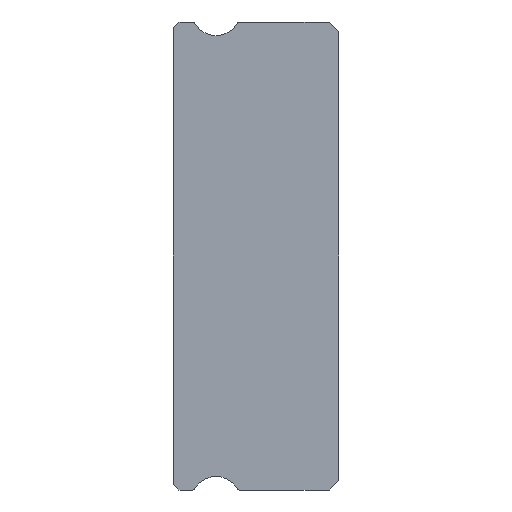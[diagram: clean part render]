
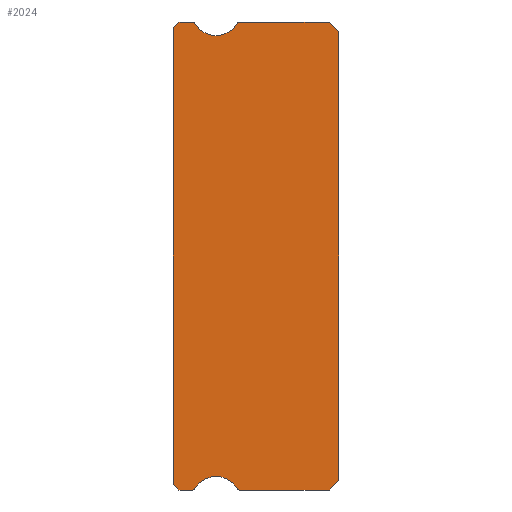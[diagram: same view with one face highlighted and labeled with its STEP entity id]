
A CAD part, left-side view. The second image highlights one B-rep face of the part: STEP entity #2024.
In plain terms, the highlighted planar face has unit normal (-1, 0, 0).
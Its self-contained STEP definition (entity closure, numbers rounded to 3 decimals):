
#6 = LINE ( 'NONE', #720, #3308 ) ;
#77 = LINE ( 'NONE', #3235, #4638 ) ;
#85 = VERTEX_POINT ( 'NONE', #1019 ) ;
#107 = CIRCLE ( 'NONE', #3452, 1.25 ) ;
#135 = AXIS2_PLACEMENT_3D ( 'NONE', #1824, #4385, #2117 ) ;
#206 = VECTOR ( 'NONE', #3472, 1000. ) ;
#239 = CARTESIAN_POINT ( 'NONE',  ( -20., 8.2, -12. ) ) ;
#246 = DIRECTION ( 'NONE',  ( 1., 0., 0. ) ) ;
#253 = LINE ( 'NONE', #4559, #1334 ) ;
#259 = ORIENTED_EDGE ( 'NONE', *, *, #4539, .T. ) ;
#263 = ORIENTED_EDGE ( 'NONE', *, *, #1569, .F. ) ;
#267 = DIRECTION ( 'NONE',  ( 0., 0.707, -0.707 ) ) ;
#269 = CARTESIAN_POINT ( 'NONE',  ( -20., 8.5, 11.7 ) ) ;
#295 = CARTESIAN_POINT ( 'NONE',  ( -20., 7.512, 11.85 ) ) ;
#337 = VERTEX_POINT ( 'NONE', #3640 ) ;
#338 = ORIENTED_EDGE ( 'NONE', *, *, #2336, .F. ) ;
#342 = CARTESIAN_POINT ( 'NONE',  ( -20., 5.088, 12. ) ) ;
#391 = DIRECTION ( 'NONE',  ( 0., 1., 0. ) ) ;
#430 = ORIENTED_EDGE ( 'NONE', *, *, #2081, .T. ) ;
#606 = EDGE_CURVE ( 'NONE', #1836, #4340, #3128, .T. ) ;
#627 = CARTESIAN_POINT ( 'NONE',  ( -20., 0.5, 12. ) ) ;
#632 = DIRECTION ( 'NONE',  ( -1., 0., 0. ) ) ;
#720 = CARTESIAN_POINT ( 'NONE',  ( -20., 8.2, 12. ) ) ;
#795 = VERTEX_POINT ( 'NONE', #3459 ) ;
#930 = DIRECTION ( 'NONE',  ( 0., 0., -1. ) ) ;
#1017 = VECTOR ( 'NONE', #2792, 1000. ) ;
#1019 = CARTESIAN_POINT ( 'NONE',  ( -20., 0.5, 12. ) ) ;
#1058 = DIRECTION ( 'NONE',  ( 0., 0., -1. ) ) ;
#1070 = DIRECTION ( 'NONE',  ( 0., 0., 1. ) ) ;
#1082 = EDGE_CURVE ( 'NONE', #4015, #2314, #77, .T. ) ;
#1105 = LINE ( 'NONE', #1455, #1476 ) ;
#1136 = VERTEX_POINT ( 'NONE', #3404 ) ;
#1141 = EDGE_CURVE ( 'NONE', #337, #4160, #1224, .T. ) ;
#1165 = VERTEX_POINT ( 'NONE', #3086 ) ;
#1224 = CIRCLE ( 'NONE', #2212, 0.15 ) ;
#1250 = EDGE_CURVE ( 'NONE', #4461, #1362, #3818, .T. ) ;
#1284 = CARTESIAN_POINT ( 'NONE',  ( -20., 0., -11.5 ) ) ;
#1334 = VECTOR ( 'NONE', #3554, 1000. ) ;
#1335 = DIRECTION ( 'NONE',  ( -1., 0., 0. ) ) ;
#1356 = DIRECTION ( 'NONE',  ( 0., 0., -1. ) ) ;
#1362 = VERTEX_POINT ( 'NONE', #4197 ) ;
#1435 = DIRECTION ( 'NONE',  ( 1., 0., 0. ) ) ;
#1455 = CARTESIAN_POINT ( 'NONE',  ( -20., 7.512, -12. ) ) ;
#1476 = VECTOR ( 'NONE', #3965, 1000. ) ;
#1518 = EDGE_CURVE ( 'NONE', #4160, #85, #3510, .T. ) ;
#1569 = EDGE_CURVE ( 'NONE', #4438, #1136, #4569, .T. ) ;
#1596 = EDGE_CURVE ( 'NONE', #4340, #2039, #1105, .T. ) ;
#1628 = ORIENTED_EDGE ( 'NONE', *, *, #1141, .F. ) ;
#1640 = CARTESIAN_POINT ( 'NONE',  ( -20., 7.383, 11.925 ) ) ;
#1681 = DIRECTION ( 'NONE',  ( 0., 0., -1. ) ) ;
#1686 = ORIENTED_EDGE ( 'NONE', *, *, #3273, .F. ) ;
#1687 = CARTESIAN_POINT ( 'NONE',  ( -20., 0., 11.5 ) ) ;
#1690 = AXIS2_PLACEMENT_3D ( 'NONE', #4578, #1335, #1356 ) ;
#1732 = FACE_OUTER_BOUND ( 'NONE', #3433, .T. ) ;
#1733 = CARTESIAN_POINT ( 'NONE',  ( -20., 6.3, 12.55 ) ) ;
#1824 = CARTESIAN_POINT ( 'NONE',  ( -20., 5.088, -11.85 ) ) ;
#1836 = VERTEX_POINT ( 'NONE', #4467 ) ;
#1873 = CARTESIAN_POINT ( 'NONE',  ( -20., 8.2, 12. ) ) ;
#1999 = CARTESIAN_POINT ( 'NONE',  ( -20., 7.383, -11.925 ) ) ;
#2024 = ADVANCED_FACE ( 'NONE', ( #1732 ), #3495, .F. ) ;
#2035 = ORIENTED_EDGE ( 'NONE', *, *, #4110, .F. ) ;
#2039 = VERTEX_POINT ( 'NONE', #2157 ) ;
#2040 = CARTESIAN_POINT ( 'NONE',  ( -20., 6.3, -12.55 ) ) ;
#2081 = EDGE_CURVE ( 'NONE', #3326, #4681, #6, .T. ) ;
#2117 = DIRECTION ( 'NONE',  ( 0., 0., -1. ) ) ;
#2126 = DIRECTION ( 'NONE',  ( 0., -1., 0. ) ) ;
#2157 = CARTESIAN_POINT ( 'NONE',  ( -20., 5.088, -12. ) ) ;
#2212 = AXIS2_PLACEMENT_3D ( 'NONE', #3035, #4135, #3060 ) ;
#2251 = ORIENTED_EDGE ( 'NONE', *, *, #4544, .T. ) ;
#2283 = ORIENTED_EDGE ( 'NONE', *, *, #606, .F. ) ;
#2300 = CIRCLE ( 'NONE', #3757, 0.15 ) ;
#2314 = VERTEX_POINT ( 'NONE', #269 ) ;
#2329 = CARTESIAN_POINT ( 'NONE',  ( -20., 0.5, -12. ) ) ;
#2336 = EDGE_CURVE ( 'NONE', #85, #1165, #4550, .T. ) ;
#2404 = LINE ( 'NONE', #1687, #4355 ) ;
#2411 = ORIENTED_EDGE ( 'NONE', *, *, #4116, .T. ) ;
#2489 = DIRECTION ( 'NONE',  ( 0., 0., -1. ) ) ;
#2519 = VECTOR ( 'NONE', #2126, 1000. ) ;
#2554 = CIRCLE ( 'NONE', #135, 0.15 ) ;
#2651 = ORIENTED_EDGE ( 'NONE', *, *, #3708, .F. ) ;
#2792 = DIRECTION ( 'NONE',  ( 0., -0.707, -0.707 ) ) ;
#2814 = DIRECTION ( 'NONE',  ( 1., 0., 0. ) ) ;
#3028 = CARTESIAN_POINT ( 'NONE',  ( -20., 8.5, -11.7 ) ) ;
#3035 = CARTESIAN_POINT ( 'NONE',  ( -20., 5.088, 11.85 ) ) ;
#3060 = DIRECTION ( 'NONE',  ( 0., 0., -1. ) ) ;
#3086 = CARTESIAN_POINT ( 'NONE',  ( -20., 0., 11.5 ) ) ;
#3128 = LINE ( 'NONE', #1284, #3896 ) ;
#3134 = AXIS2_PLACEMENT_3D ( 'NONE', #4309, #2814, #1058 ) ;
#3154 = DIRECTION ( 'NONE',  ( 0., 0., -1. ) ) ;
#3176 = CARTESIAN_POINT ( 'NONE',  ( -20., 7.512, 11.85 ) ) ;
#3183 = ORIENTED_EDGE ( 'NONE', *, *, #3795, .T. ) ;
#3208 = DIRECTION ( 'NONE',  ( 0., 0., 1. ) ) ;
#3235 = CARTESIAN_POINT ( 'NONE',  ( -20., 8.5, 11.85 ) ) ;
#3257 = CARTESIAN_POINT ( 'NONE',  ( -20., 7.512, 12. ) ) ;
#3262 = ORIENTED_EDGE ( 'NONE', *, *, #4203, .F. ) ;
#3273 = EDGE_CURVE ( 'NONE', #2039, #4406, #2554, .T. ) ;
#3275 = LINE ( 'NONE', #3970, #3520 ) ;
#3308 = VECTOR ( 'NONE', #391, 1000. ) ;
#3326 = VERTEX_POINT ( 'NONE', #3257 ) ;
#3335 = ORIENTED_EDGE ( 'NONE', *, *, #1082, .F. ) ;
#3404 = CARTESIAN_POINT ( 'NONE',  ( -20., 7.512, -12. ) ) ;
#3433 = EDGE_LOOP ( 'NONE', ( #3335, #2411, #3183, #263, #2035, #1686, #4124, #2283, #2251, #338, #3693, #1628, #2651, #3976, #3262, #430, #259 ) ) ;
#3452 = AXIS2_PLACEMENT_3D ( 'NONE', #2040, #3489, #3154 ) ;
#3459 = CARTESIAN_POINT ( 'NONE',  ( -20., 8.2, -12. ) ) ;
#3472 = DIRECTION ( 'NONE',  ( 0., -0.707, -0.707 ) ) ;
#3489 = DIRECTION ( 'NONE',  ( -1., 0., 0. ) ) ;
#3495 = PLANE ( 'NONE',  #4510 ) ;
#3510 = LINE ( 'NONE', #3947, #2519 ) ;
#3520 = VECTOR ( 'NONE', #4357, 1000. ) ;
#3554 = DIRECTION ( 'NONE',  ( 0., 0.707, -0.707 ) ) ;
#3640 = CARTESIAN_POINT ( 'NONE',  ( -20., 5.217, 11.925 ) ) ;
#3693 = ORIENTED_EDGE ( 'NONE', *, *, #1518, .F. ) ;
#3708 = EDGE_CURVE ( 'NONE', #1362, #337, #3751, .T. ) ;
#3751 = CIRCLE ( 'NONE', #1690, 1.25 ) ;
#3757 = AXIS2_PLACEMENT_3D ( 'NONE', #295, #1435, #2489 ) ;
#3795 = EDGE_CURVE ( 'NONE', #795, #1136, #3275, .T. ) ;
#3818 = CIRCLE ( 'NONE', #4042, 1.25 ) ;
#3896 = VECTOR ( 'NONE', #267, 1000. ) ;
#3947 = CARTESIAN_POINT ( 'NONE',  ( -20., 7.512, 12. ) ) ;
#3965 = DIRECTION ( 'NONE',  ( 0., 1., 0. ) ) ;
#3970 = CARTESIAN_POINT ( 'NONE',  ( -20., 7.512, -12. ) ) ;
#3976 = ORIENTED_EDGE ( 'NONE', *, *, #1250, .F. ) ;
#4015 = VERTEX_POINT ( 'NONE', #3028 ) ;
#4042 = AXIS2_PLACEMENT_3D ( 'NONE', #1733, #632, #930 ) ;
#4093 = CARTESIAN_POINT ( 'NONE',  ( -20., 5.217, -11.925 ) ) ;
#4110 = EDGE_CURVE ( 'NONE', #4406, #4438, #107, .T. ) ;
#4116 = EDGE_CURVE ( 'NONE', #4015, #795, #4599, .T. ) ;
#4124 = ORIENTED_EDGE ( 'NONE', *, *, #1596, .F. ) ;
#4135 = DIRECTION ( 'NONE',  ( 1., 0., 0. ) ) ;
#4160 = VERTEX_POINT ( 'NONE', #342 ) ;
#4197 = CARTESIAN_POINT ( 'NONE',  ( -20., 6.3, 11.3 ) ) ;
#4203 = EDGE_CURVE ( 'NONE', #3326, #4461, #2300, .T. ) ;
#4309 = CARTESIAN_POINT ( 'NONE',  ( -20., 7.512, -11.85 ) ) ;
#4340 = VERTEX_POINT ( 'NONE', #2329 ) ;
#4355 = VECTOR ( 'NONE', #3208, 1000. ) ;
#4357 = DIRECTION ( 'NONE',  ( 0., -1., 0. ) ) ;
#4385 = DIRECTION ( 'NONE',  ( 1., 0., 0. ) ) ;
#4406 = VERTEX_POINT ( 'NONE', #4093 ) ;
#4438 = VERTEX_POINT ( 'NONE', #1999 ) ;
#4461 = VERTEX_POINT ( 'NONE', #1640 ) ;
#4467 = CARTESIAN_POINT ( 'NONE',  ( -20., 0., -11.5 ) ) ;
#4510 = AXIS2_PLACEMENT_3D ( 'NONE', #3176, #246, #1681 ) ;
#4539 = EDGE_CURVE ( 'NONE', #4681, #2314, #253, .T. ) ;
#4544 = EDGE_CURVE ( 'NONE', #1836, #1165, #2404, .T. ) ;
#4550 = LINE ( 'NONE', #627, #206 ) ;
#4559 = CARTESIAN_POINT ( 'NONE',  ( -20., 8.5, 11.7 ) ) ;
#4569 = CIRCLE ( 'NONE', #3134, 0.15 ) ;
#4578 = CARTESIAN_POINT ( 'NONE',  ( -20., 6.3, 12.55 ) ) ;
#4599 = LINE ( 'NONE', #239, #1017 ) ;
#4638 = VECTOR ( 'NONE', #1070, 1000. ) ;
#4681 = VERTEX_POINT ( 'NONE', #1873 ) ;
